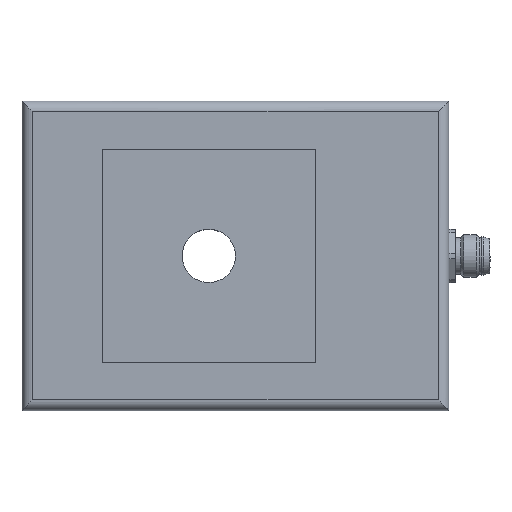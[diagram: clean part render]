
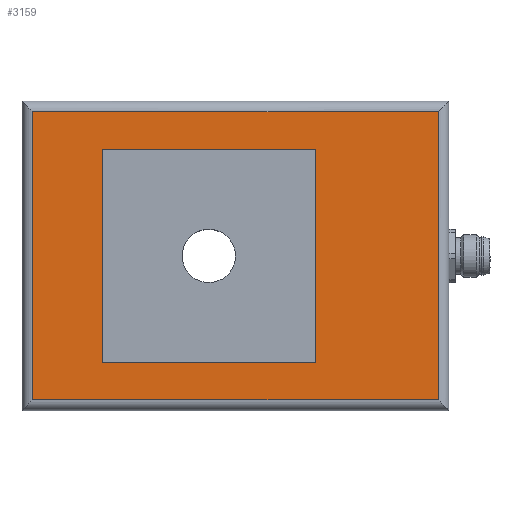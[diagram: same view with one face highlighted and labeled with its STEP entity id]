
A CAD part, top view. The second image highlights one B-rep face of the part: STEP entity #3159.
In plain terms, the highlighted planar face has unit normal (0, 0, 1).
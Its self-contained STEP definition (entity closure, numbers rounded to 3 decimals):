
#1489=ORIENTED_EDGE('',*,*,#1969,.T.);
#1490=ORIENTED_EDGE('',*,*,#1970,.T.);
#1491=ORIENTED_EDGE('',*,*,#1966,.T.);
#1492=ORIENTED_EDGE('',*,*,#1971,.T.);
#1493=ORIENTED_EDGE('',*,*,#1972,.F.);
#1494=ORIENTED_EDGE('',*,*,#1973,.F.);
#1495=ORIENTED_EDGE('',*,*,#1974,.F.);
#1496=ORIENTED_EDGE('',*,*,#1975,.F.);
#1725=VECTOR('',#2357,1.);
#1726=VECTOR('',#2364,1.);
#1727=VECTOR('',#2365,1.);
#1728=VECTOR('',#2366,1.);
#1729=VECTOR('',#2367,1.);
#1730=VECTOR('',#2368,1.);
#1731=VECTOR('',#2369,1.);
#1732=VECTOR('',#2370,1.);
#1791=LINE('',#2721,#1725);
#1792=LINE('',#2727,#1726);
#1793=LINE('',#2728,#1727);
#1794=LINE('',#2729,#1728);
#1795=LINE('',#2732,#1729);
#1796=LINE('',#2734,#1730);
#1797=LINE('',#2736,#1731);
#1798=LINE('',#2737,#1732);
#1859=VERTEX_POINT('',#2719);
#1860=VERTEX_POINT('',#2720);
#1861=VERTEX_POINT('',#2725);
#1862=VERTEX_POINT('',#2726);
#1863=VERTEX_POINT('',#2730);
#1864=VERTEX_POINT('',#2731);
#1865=VERTEX_POINT('',#2733);
#1866=VERTEX_POINT('',#2735);
#1966=EDGE_CURVE('',#1859,#1860,#1791,.T.);
#1969=EDGE_CURVE('',#1861,#1862,#1792,.T.);
#1970=EDGE_CURVE('',#1862,#1859,#1793,.T.);
#1971=EDGE_CURVE('',#1860,#1861,#1794,.T.);
#1972=EDGE_CURVE('',#1863,#1864,#1795,.T.);
#1973=EDGE_CURVE('',#1865,#1863,#1796,.T.);
#1974=EDGE_CURVE('',#1866,#1865,#1797,.T.);
#1975=EDGE_CURVE('',#1864,#1866,#1798,.T.);
#2079=EDGE_LOOP('',(#1489,#1490,#1491,#1492));
#2080=EDGE_LOOP('',(#1493,#1494,#1495,#1496));
#2199=FACE_BOUND('',#2079,.T.);
#2200=FACE_BOUND('',#2080,.T.);
#2357=DIRECTION('',(76.,0.,0.));
#2362=DIRECTION('',(0.,0.,1.));
#2363=DIRECTION('',(0.,-1.,0.));
#2364=DIRECTION('',(-76.,0.,0.));
#2365=DIRECTION('',(0.,-54.,0.));
#2366=DIRECTION('',(0.,54.,0.));
#2367=DIRECTION('',(40.,0.,0.));
#2368=DIRECTION('',(0.,-40.,0.));
#2369=DIRECTION('',(-40.,0.,0.));
#2370=DIRECTION('',(0.,40.,0.));
#2719=CARTESIAN_POINT('',(2.,2.,20.));
#2720=CARTESIAN_POINT('',(78.,2.,20.));
#2721=CARTESIAN_POINT('',(2.,2.,20.));
#2724=CARTESIAN_POINT('',(78.,56.,20.));
#2725=CARTESIAN_POINT('',(78.,56.,20.));
#2726=CARTESIAN_POINT('',(2.,56.,20.));
#2727=CARTESIAN_POINT('',(78.,56.,20.));
#2728=CARTESIAN_POINT('',(2.,56.,20.));
#2729=CARTESIAN_POINT('',(78.,2.,20.));
#2730=CARTESIAN_POINT('',(25.,9.,20.));
#2731=CARTESIAN_POINT('',(65.,9.,20.));
#2732=CARTESIAN_POINT('',(25.,9.,20.));
#2733=CARTESIAN_POINT('',(25.,49.,20.));
#2734=CARTESIAN_POINT('',(25.,49.,20.));
#2735=CARTESIAN_POINT('',(65.,49.,20.));
#2736=CARTESIAN_POINT('',(65.,49.,20.));
#2737=CARTESIAN_POINT('',(65.,9.,20.));
#2993=AXIS2_PLACEMENT_3D('',#2724,#2362,#2363);
#3127=PLANE('',#2993);
#3159=ADVANCED_FACE('',(#2199,#2200),#3127,.T.);
